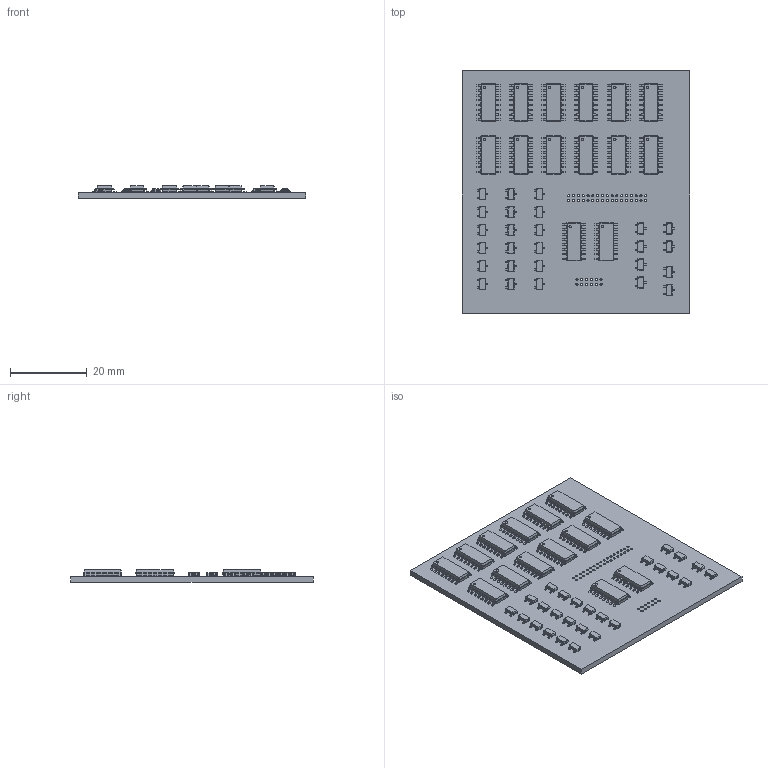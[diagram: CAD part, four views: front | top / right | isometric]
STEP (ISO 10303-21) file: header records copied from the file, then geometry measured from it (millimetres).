
FILE_DESCRIPTION(('KiCad electronic assembly'),'2;1');
FILE_NAME('main_control.step','2026-01-13T23:01:54',('Pcbnew'),('Kicad') ,'Open CASCADE STEP processor 7.8','KiCad to STEP converter','Unknown' );
FILE_SCHEMA(('AUTOMOTIVE_DESIGN { 1 0 10303 214 1 1 1 1 }'));
Length unit declared in the file: millimetre
Products named in the file (4): main_control 1; SOIC-16_3.9x9.9mm_P1.27mm; TSOT-23; main_control_PCB
Assembly tree (41 placements, depth 2):
  main_control 1
    SOIC-16_3.9x9.9mm_P1.27mm  x14
    TSOT-23  x26
    main_control_PCB
Bounding box: 59 x 63 x 3.35 mm (x, y, z)
Volume: 6564.9 mm3; surface area: 10441.1 mm2
Topology: 41 solids, 41 shells, 5662 faces, 15132 edges, 9592 vertices
Faces by surface type: plane 3768, cylinder 1254, bspline 640
Full cylindrical faces by diameter (mm): 0.55 x46
Entity records: 15724 total; most frequent: CARTESIAN_POINT 2312, ORIENTED_EDGE 2118, DIRECTION 2059, EDGE_CURVE 1059, LINE 765, VECTOR 765, VERTEX_POINT 676, AXIS2_PLACEMENT_3D 647
